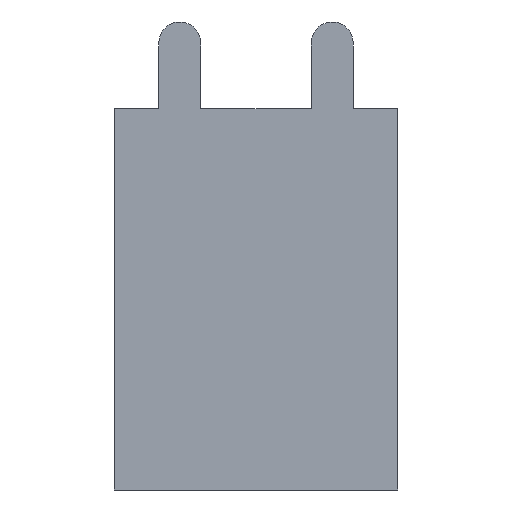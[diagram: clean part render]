
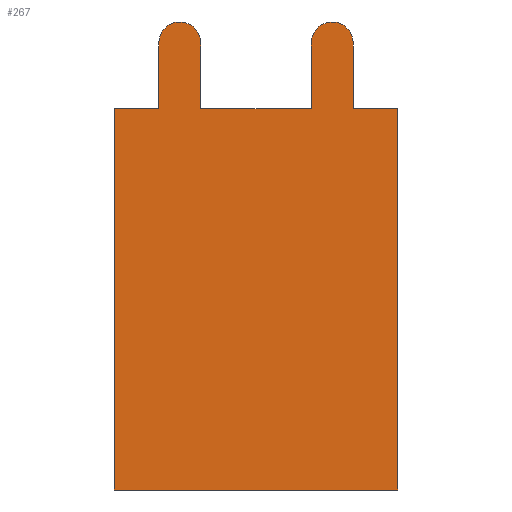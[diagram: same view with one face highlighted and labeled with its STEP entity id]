
A CAD part, front view. The second image highlights one B-rep face of the part: STEP entity #267.
In plain terms, the highlighted planar face has unit normal (0, -1, 0).
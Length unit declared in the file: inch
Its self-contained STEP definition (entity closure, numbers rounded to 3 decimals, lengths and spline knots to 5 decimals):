
#14=CIRCLE($,#279,0.0275);
#16=CIRCLE($,#285,0.0275);
#31=FACE_OUTER_BOUND($,#45,.T.);
#45=EDGE_LOOP($,(#219,#220,#221,#222,#223,#224,#225,#226,#227,#228,#229,
#230));
#49=LINE($,#368,#81);
#53=LINE($,#375,#85);
#56=LINE($,#381,#88);
#59=LINE($,#387,#91);
#62=LINE($,#393,#94);
#66=LINE($,#405,#98);
#69=LINE($,#411,#101);
#72=LINE($,#417,#104);
#76=LINE($,#429,#108);
#78=LINE($,#432,#110);
#81=VECTOR($,#296,0.5);
#85=VECTOR($,#302,0.372);
#88=VECTOR($,#307,0.5);
#91=VECTOR($,#312,0.0585);
#94=VECTOR($,#317,0.0865);
#98=VECTOR($,#329,0.0865);
#101=VECTOR($,#334,0.145);
#104=VECTOR($,#339,0.0865);
#108=VECTOR($,#351,0.0865);
#110=VECTOR($,#355,0.0585);
#113=VERTEX_POINT($,#365);
#114=VERTEX_POINT($,#367);
#116=VERTEX_POINT($,#373);
#118=VERTEX_POINT($,#379);
#120=VERTEX_POINT($,#385);
#122=VERTEX_POINT($,#391);
#124=VERTEX_POINT($,#397);
#126=VERTEX_POINT($,#403);
#128=VERTEX_POINT($,#409);
#130=VERTEX_POINT($,#415);
#132=VERTEX_POINT($,#421);
#134=VERTEX_POINT($,#427);
#137=EDGE_CURVE($,#113,#114,#49,.T.);
#141=EDGE_CURVE($,#116,#113,#53,.T.);
#144=EDGE_CURVE($,#118,#116,#56,.T.);
#147=EDGE_CURVE($,#120,#118,#59,.T.);
#150=EDGE_CURVE($,#122,#120,#62,.T.);
#153=EDGE_CURVE($,#124,#122,#14,.T.);
#156=EDGE_CURVE($,#126,#124,#66,.T.);
#159=EDGE_CURVE($,#128,#126,#69,.T.);
#162=EDGE_CURVE($,#130,#128,#72,.T.);
#165=EDGE_CURVE($,#132,#130,#16,.T.);
#168=EDGE_CURVE($,#134,#132,#76,.T.);
#170=EDGE_CURVE($,#114,#134,#78,.T.);
#219=ORIENTED_EDGE($,*,*,#170,.F.);
#220=ORIENTED_EDGE($,*,*,#137,.F.);
#221=ORIENTED_EDGE($,*,*,#141,.F.);
#222=ORIENTED_EDGE($,*,*,#144,.F.);
#223=ORIENTED_EDGE($,*,*,#147,.F.);
#224=ORIENTED_EDGE($,*,*,#150,.F.);
#225=ORIENTED_EDGE($,*,*,#153,.F.);
#226=ORIENTED_EDGE($,*,*,#156,.F.);
#227=ORIENTED_EDGE($,*,*,#159,.F.);
#228=ORIENTED_EDGE($,*,*,#162,.F.);
#229=ORIENTED_EDGE($,*,*,#165,.F.);
#230=ORIENTED_EDGE($,*,*,#168,.F.);
#253=PLANE($,#288);
#267=ADVANCED_FACE($,(#31),#253,.F.);
#279=AXIS2_PLACEMENT_3D($,#399,#323,#324);
#285=AXIS2_PLACEMENT_3D($,#423,#345,#346);
#288=AXIS2_PLACEMENT_3D($,#433,#356,#357);
#296=DIRECTION($,(0.,0.,1.));
#302=DIRECTION($,(-1.,0.,0.));
#307=DIRECTION($,(0.,0.,-1.));
#312=DIRECTION($,(1.,0.,0.));
#317=DIRECTION($,(0.,0.,-1.));
#323=DIRECTION('center_axis',(0.,1.,0.));
#324=DIRECTION('ref_axis',(-1.,0.,0.));
#329=DIRECTION($,(0.,0.,1.));
#334=DIRECTION($,(1.,0.,0.));
#339=DIRECTION($,(0.,0.,-1.));
#345=DIRECTION('center_axis',(0.,1.,0.));
#346=DIRECTION('ref_axis',(-1.,0.,0.));
#351=DIRECTION($,(0.,0.,1.));
#355=DIRECTION($,(1.,0.,0.));
#356=DIRECTION('center_axis',(0.,1.,0.));
#357=DIRECTION('ref_axis',(0.,0.,1.));
#365=CARTESIAN_POINT('',(-0.186,0.,-0.25));
#367=CARTESIAN_POINT('',(-0.186,0.,0.25));
#368=CARTESIAN_POINT($,(-0.186,0.,-0.25));
#373=CARTESIAN_POINT('',(0.186,0.,-0.25));
#375=CARTESIAN_POINT($,(0.186,0.,-0.25));
#379=CARTESIAN_POINT('',(0.186,0.,0.25));
#381=CARTESIAN_POINT($,(0.186,0.,0.25));
#385=CARTESIAN_POINT('',(0.1275,0.,0.25));
#387=CARTESIAN_POINT($,(0.1275,0.,0.25));
#391=CARTESIAN_POINT('',(0.1275,0.,0.3365));
#393=CARTESIAN_POINT($,(0.1275,0.,0.3365));
#397=CARTESIAN_POINT('',(0.0725,0.,0.3365));
#399=CARTESIAN_POINT('Origin',(0.1,0.,0.3365));
#403=CARTESIAN_POINT('',(0.0725,0.,0.25));
#405=CARTESIAN_POINT($,(0.0725,0.,0.25));
#409=CARTESIAN_POINT('',(-0.0725,0.,0.25));
#411=CARTESIAN_POINT($,(-0.0725,0.,0.25));
#415=CARTESIAN_POINT('',(-0.0725,0.,0.3365));
#417=CARTESIAN_POINT($,(-0.0725,0.,0.3365));
#421=CARTESIAN_POINT('',(-0.1275,0.,0.3365));
#423=CARTESIAN_POINT('Origin',(-0.1,0.,0.3365));
#427=CARTESIAN_POINT('',(-0.1275,0.,0.25));
#429=CARTESIAN_POINT($,(-0.1275,0.,0.25));
#432=CARTESIAN_POINT($,(-0.186,0.,0.25));
#433=CARTESIAN_POINT('Origin',(0.,0.,0.06263));
